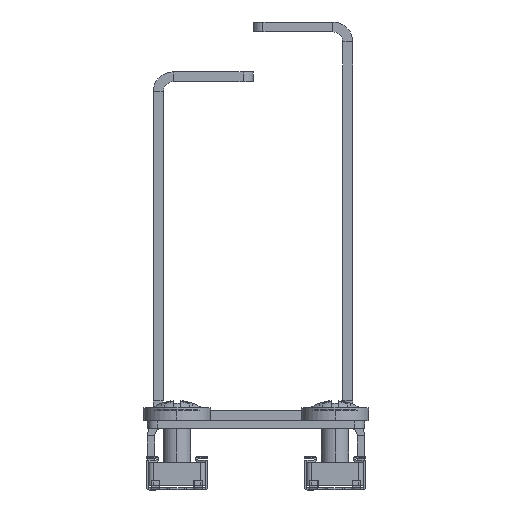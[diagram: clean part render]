
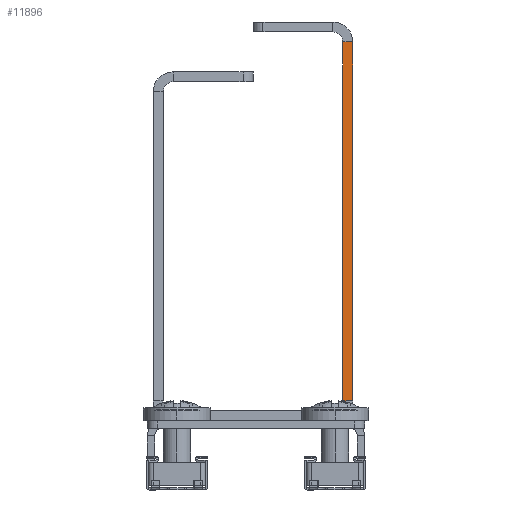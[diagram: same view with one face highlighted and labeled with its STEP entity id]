
A CAD part, left-side view. The second image highlights one B-rep face of the part: STEP entity #11896.
In plain terms, the highlighted planar face has unit normal (-1, 0, 0).
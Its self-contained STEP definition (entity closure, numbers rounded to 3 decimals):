
#71 = CARTESIAN_POINT ( 'NONE',  ( -230.297, 23.499, 83.75 ) ) ;
#1385 = ORIENTED_EDGE ( 'NONE', *, *, #10242, .F. ) ;
#2097 = EDGE_CURVE ( 'NONE', #7804, #3292, #4523, .T. ) ;
#2201 = FACE_OUTER_BOUND ( 'NONE', #5989, .T. ) ;
#3292 = VERTEX_POINT ( 'NONE', #6915 ) ;
#3671 = ORIENTED_EDGE ( 'NONE', *, *, #6852, .T. ) ;
#4523 = LINE ( 'NONE', #10139, #12118 ) ;
#4923 = VERTEX_POINT ( 'NONE', #5704 ) ;
#5027 = DIRECTION ( 'NONE',  ( 0., 0., 1. ) ) ;
#5140 = ORIENTED_EDGE ( 'NONE', *, *, #2097, .T. ) ;
#5252 = LINE ( 'NONE', #8614, #12496 ) ;
#5282 = CARTESIAN_POINT ( 'NONE',  ( -230.297, 23.499, 9.75 ) ) ;
#5340 = CARTESIAN_POINT ( 'NONE',  ( -230.297, 21.499, 81.75 ) ) ;
#5627 = PLANE ( 'NONE',  #12655 ) ;
#5704 = CARTESIAN_POINT ( 'NONE',  ( -230.297, 23.499, 81.75 ) ) ;
#5739 = CARTESIAN_POINT ( 'NONE',  ( -230.297, 23.499, 81.75 ) ) ;
#5989 = EDGE_LOOP ( 'NONE', ( #1385, #5140, #3671, #10432 ) ) ;
#6570 = DIRECTION ( 'NONE',  ( 0., 0., 1. ) ) ;
#6630 = DIRECTION ( 'NONE',  ( 0., 0., 1. ) ) ;
#6852 = EDGE_CURVE ( 'NONE', #3292, #11728, #5252, .T. ) ;
#6915 = CARTESIAN_POINT ( 'NONE',  ( -230.297, 21.499, 9.75 ) ) ;
#7189 = VECTOR ( 'NONE', #11667, 1000. ) ;
#7804 = VERTEX_POINT ( 'NONE', #5282 ) ;
#8267 = VECTOR ( 'NONE', #5027, 1000. ) ;
#8614 = CARTESIAN_POINT ( 'NONE',  ( -230.297, 21.499, 83.75 ) ) ;
#8890 = EDGE_CURVE ( 'NONE', #4923, #11728, #12115, .T. ) ;
#9571 = CARTESIAN_POINT ( 'NONE',  ( -230.297, 21.499, 83.75 ) ) ;
#10139 = CARTESIAN_POINT ( 'NONE',  ( -230.297, 23.499, 9.75 ) ) ;
#10242 = EDGE_CURVE ( 'NONE', #7804, #4923, #11311, .T. ) ;
#10263 = DIRECTION ( 'NONE',  ( 0., -1., 0. ) ) ;
#10432 = ORIENTED_EDGE ( 'NONE', *, *, #8890, .F. ) ;
#11311 = LINE ( 'NONE', #71, #8267 ) ;
#11667 = DIRECTION ( 'NONE',  ( 0., -1., 0. ) ) ;
#11728 = VERTEX_POINT ( 'NONE', #5340 ) ;
#11896 = ADVANCED_FACE ( 'NONE', ( #2201 ), #5627, .T. ) ;
#12115 = LINE ( 'NONE', #5739, #7189 ) ;
#12118 = VECTOR ( 'NONE', #10263, 1000. ) ;
#12496 = VECTOR ( 'NONE', #6570, 1000. ) ;
#12527 = DIRECTION ( 'NONE',  ( -1., 0., 0. ) ) ;
#12655 = AXIS2_PLACEMENT_3D ( 'NONE', #9571, #12527, #6630 ) ;
